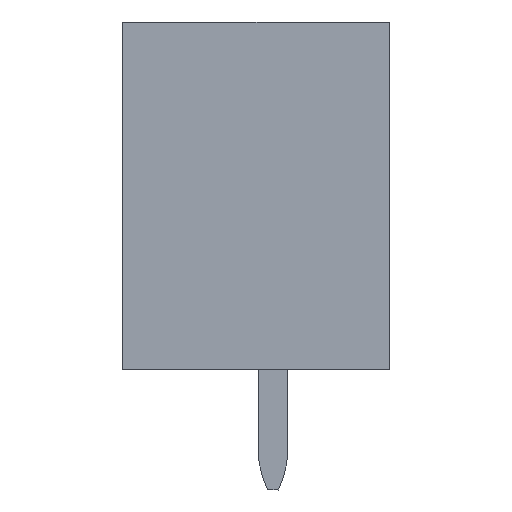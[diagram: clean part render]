
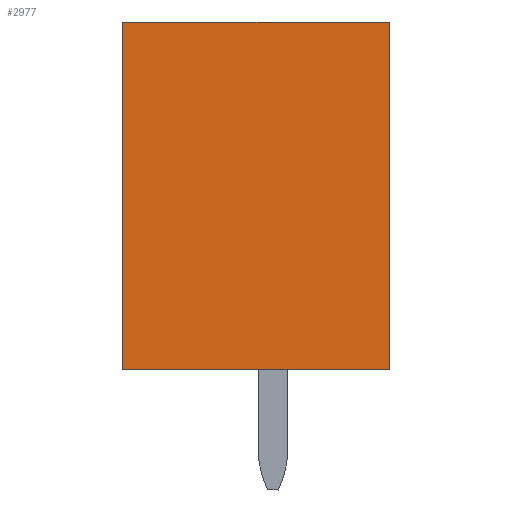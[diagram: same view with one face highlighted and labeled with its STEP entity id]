
A CAD part, left-side view. The second image highlights one B-rep face of the part: STEP entity #2977.
In plain terms, the highlighted planar face has unit normal (-1, 0, 0).
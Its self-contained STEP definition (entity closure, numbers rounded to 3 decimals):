
#2964=AXIS2_PLACEMENT_3D('Plane Axis2P3D',#2961,#2962,#2963) ;
#40=CARTESIAN_POINT('Vertex',(0.,0.,12.4)) ;
#45=CARTESIAN_POINT('Line Origine',(0.,0.,7.8)) ;
#49=CARTESIAN_POINT('Vertex',(0.,0.,3.2)) ;
#770=CARTESIAN_POINT('Vertex',(0.,7.07,12.4)) ;
#773=CARTESIAN_POINT('Line Origine',(0.,3.535,12.4)) ;
#2865=CARTESIAN_POINT('Vertex',(0.,7.07,3.2)) ;
#2868=CARTESIAN_POINT('Line Origine',(0.,7.07,7.8)) ;
#2961=CARTESIAN_POINT('Axis2P3D Location',(0.,0.,0.)) ;
#2966=CARTESIAN_POINT('Line Origine',(0.,3.535,3.2)) ;
#46=DIRECTION('Vector Direction',(0.,0.,-1.)) ;
#774=DIRECTION('Vector Direction',(0.,-1.,0.)) ;
#2869=DIRECTION('Vector Direction',(0.,0.,1.)) ;
#2962=DIRECTION('Axis2P3D Direction',(-1.,0.,0.)) ;
#2963=DIRECTION('Axis2P3D XDirection',(0.,0.,1.)) ;
#2967=DIRECTION('Vector Direction',(0.,1.,0.)) ;
#47=VECTOR('Line Direction',#46,1.) ;
#775=VECTOR('Line Direction',#774,1.) ;
#2870=VECTOR('Line Direction',#2869,1.) ;
#2968=VECTOR('Line Direction',#2967,1.) ;
#2972=ORIENTED_EDGE('',*,*,#2970,.T.) ;
#2973=ORIENTED_EDGE('',*,*,#51,.T.) ;
#2974=ORIENTED_EDGE('',*,*,#777,.T.) ;
#2975=ORIENTED_EDGE('',*,*,#2872,.T.) ;
#2977=ADVANCED_FACE('HOUSING',(#2976),#2965,.T.) ;
#51=EDGE_CURVE('',#50,#41,#48,.F.) ;
#777=EDGE_CURVE('',#41,#771,#776,.F.) ;
#2872=EDGE_CURVE('',#771,#2866,#2871,.F.) ;
#2970=EDGE_CURVE('',#2866,#50,#2969,.F.) ;
#2971=EDGE_LOOP('',(#2972,#2973,#2974,#2975)) ;
#2976=FACE_OUTER_BOUND('',#2971,.T.) ;
#48=LINE('Line',#45,#47) ;
#776=LINE('Line',#773,#775) ;
#2871=LINE('Line',#2868,#2870) ;
#2969=LINE('Line',#2966,#2968) ;
#2965=PLANE('',#2964) ;
#41=VERTEX_POINT('',#40) ;
#50=VERTEX_POINT('',#49) ;
#771=VERTEX_POINT('',#770) ;
#2866=VERTEX_POINT('',#2865) ;
